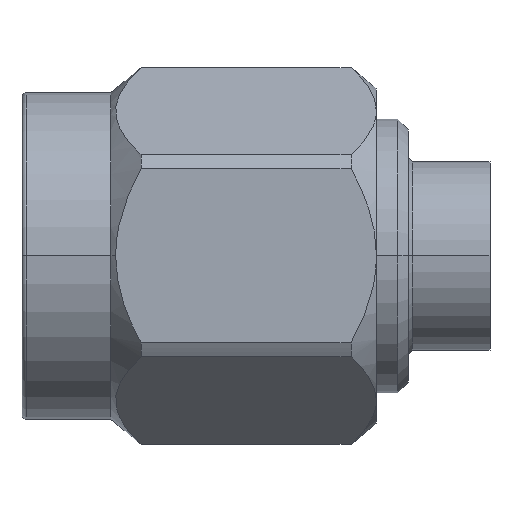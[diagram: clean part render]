
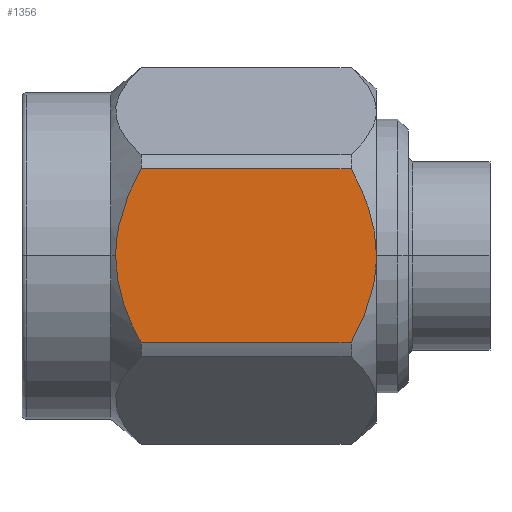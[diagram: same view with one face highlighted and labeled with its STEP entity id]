
A CAD part, top view. The second image highlights one B-rep face of the part: STEP entity #1356.
In plain terms, the highlighted planar face has unit normal (0, 0, 1).
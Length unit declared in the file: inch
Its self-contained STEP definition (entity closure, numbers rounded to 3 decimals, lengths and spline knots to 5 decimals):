
#22 = CARTESIAN_POINT ( 'NONE',  ( 0.11218, 0.08208, 0.15748 ) ) ;
#87 = CARTESIAN_POINT ( 'NONE',  ( 0.09923, 0.05631, 0.15748 ) ) ;
#201 = CARTESIAN_POINT ( 'NONE',  ( 0.33109, 0.02866, 0.15748 ) ) ;
#249 = EDGE_CURVE ( 'NONE', #1110, #2328, #2677, .T. ) ;
#294 = FACE_OUTER_BOUND ( 'NONE', #4748, .T. ) ;
#400 = LINE ( 'NONE', #3832, #3385 ) ;
#473 = CARTESIAN_POINT ( 'NONE',  ( 0.08822, 0.00719, 0.15748 ) ) ;
#575 = ORIENTED_EDGE ( 'NONE', *, *, #2445, .T. ) ;
#586 = CARTESIAN_POINT ( 'NONE',  ( 0.31665, -0.06949, 0.15748 ) ) ;
#591 = EDGE_CURVE ( 'NONE', #2575, #2053, #4173, .T. ) ;
#960 = CARTESIAN_POINT ( 'NONE',  ( 0.33399, 0., 0.15748 ) ) ;
#1011 = CARTESIAN_POINT ( 'NONE',  ( 0.10519, -0.06939, 0.15748 ) ) ;
#1110 = VERTEX_POINT ( 'NONE', #22 ) ;
#1174 = CARTESIAN_POINT ( 'NONE',  ( 0.08881, 0.01445, 0.15748 ) ) ;
#1325 = CARTESIAN_POINT ( 'NONE',  ( 0.09281, -0.03569, 0.15748 ) ) ;
#1329 = EDGE_CURVE ( 'NONE', #2053, #3325, #3809, .T. ) ;
#1356 = ADVANCED_FACE ( 'NONE', ( #294 ), #2120, .T. ) ;
#1395 = DIRECTION ( 'NONE',  ( 0., -1., 0. ) ) ;
#1423 = CARTESIAN_POINT ( 'NONE',  ( 0.31348, 0.0758, 0.15748 ) ) ;
#1487 = B_SPLINE_CURVE_WITH_KNOTS ( 'NONE', 3,
 ( #3586, #4669, #3599, #1770, #1325, #3916, #1011, #3970 ),
 .UNSPECIFIED., .F., .F.,
 ( 4, 2, 2, 4 ),
 ( 0.00218, 0.00272, 0.00327, 0.00435 ),
 .UNSPECIFIED. ) ;
#1507 = CARTESIAN_POINT ( 'NONE',  ( 0.11218, 0.08208, 0.15748 ) ) ;
#1522 = CARTESIAN_POINT ( 'NONE',  ( 0.11218, -0.08208, 0.15748 ) ) ;
#1667 = CARTESIAN_POINT ( 'NONE',  ( 0.32512, 0.04942, 0.15748 ) ) ;
#1770 = CARTESIAN_POINT ( 'NONE',  ( 0.0911, -0.02858, 0.15748 ) ) ;
#1791 = ORIENTED_EDGE ( 'NONE', *, *, #249, .T. ) ;
#1906 = CARTESIAN_POINT ( 'NONE',  ( 0.09114, 0.02882, 0.15748 ) ) ;
#1920 = B_SPLINE_CURVE_WITH_KNOTS ( 'NONE', 3,
 ( #3875, #3569, #4305, #201, #4667, #1667, #4696, #3247, #1423, #3660 ),
 .UNSPECIFIED., .F., .F.,
 ( 4, 2, 2, 2, 4 ),
 ( 0.01213, 0.01267, 0.01321, 0.01375, 0.01429 ),
 .UNSPECIFIED. ) ;
#1975 = AXIS2_PLACEMENT_3D ( 'NONE', #2785, #3603, #1395 ) ;
#2035 = CARTESIAN_POINT ( 'NONE',  ( 0.31003, -0.08208, 0.15748 ) ) ;
#2053 = VERTEX_POINT ( 'NONE', #4424 ) ;
#2066 = ORIENTED_EDGE ( 'NONE', *, *, #4707, .T. ) ;
#2091 = ORIENTED_EDGE ( 'NONE', *, *, #591, .T. ) ;
#2120 = PLANE ( 'NONE',  #1975 ) ;
#2197 = VECTOR ( 'NONE', #2849, 39.37008 ) ;
#2250 = CARTESIAN_POINT ( 'NONE',  ( 0.09285, 0.03581, 0.15748 ) ) ;
#2271 = CARTESIAN_POINT ( 'NONE',  ( 0.10518, 0.06938, 0.15748 ) ) ;
#2328 = VERTEX_POINT ( 'NONE', #4236 ) ;
#2352 = CARTESIAN_POINT ( 'NONE',  ( 0.32507, -0.04957, 0.15748 ) ) ;
#2357 = EDGE_CURVE ( 'NONE', #3389, #1110, #400, .T. ) ;
#2445 = EDGE_CURVE ( 'NONE', #2328, #2575, #1487, .T. ) ;
#2539 = CARTESIAN_POINT ( 'NONE',  ( 0., -0.08208, 0.15748 ) ) ;
#2575 = VERTEX_POINT ( 'NONE', #1522 ) ;
#2677 = B_SPLINE_CURVE_WITH_KNOTS ( 'NONE', 3,
 ( #1507, #2271, #87, #2250, #1906, #1174, #473, #4108 ),
 .UNSPECIFIED., .F., .F.,
 ( 4, 2, 2, 4 ),
 ( 0., 0.00109, 0.00164, 0.00218 ),
 .UNSPECIFIED. ) ;
#2771 = CARTESIAN_POINT ( 'NONE',  ( 0.32246, -0.05638, 0.15748 ) ) ;
#2785 = CARTESIAN_POINT ( 'NONE',  ( -0.05971, 0.09092, 0.15748 ) ) ;
#2849 = DIRECTION ( 'NONE',  ( 1., 0., 0. ) ) ;
#3147 = CARTESIAN_POINT ( 'NONE',  ( 0.33399, -0.01458, 0.15748 ) ) ;
#3247 = CARTESIAN_POINT ( 'NONE',  ( 0.3167, 0.0694, 0.15748 ) ) ;
#3249 = ORIENTED_EDGE ( 'NONE', *, *, #2357, .T. ) ;
#3325 = VERTEX_POINT ( 'NONE', #3764 ) ;
#3385 = VECTOR ( 'NONE', #4569, 39.37008 ) ;
#3389 = VERTEX_POINT ( 'NONE', #4166 ) ;
#3569 = CARTESIAN_POINT ( 'NONE',  ( 0.33399, 0.00725, 0.15748 ) ) ;
#3586 = CARTESIAN_POINT ( 'NONE',  ( 0.08822, 0., 0.15748 ) ) ;
#3599 = CARTESIAN_POINT ( 'NONE',  ( 0.0888, -0.01432, 0.15748 ) ) ;
#3603 = DIRECTION ( 'NONE',  ( 0., 0., 1. ) ) ;
#3660 = CARTESIAN_POINT ( 'NONE',  ( 0.31003, 0.08208, 0.15748 ) ) ;
#3764 = CARTESIAN_POINT ( 'NONE',  ( 0.33399, 0., 0.15748 ) ) ;
#3809 = B_SPLINE_CURVE_WITH_KNOTS ( 'NONE', 3,
 ( #2035, #4283, #586, #2771, #2352, #4222, #3147, #960 ),
 .UNSPECIFIED., .F., .F.,
 ( 4, 2, 2, 4 ),
 ( 0.00996, 0.0105, 0.01104, 0.01213 ),
 .UNSPECIFIED. ) ;
#3832 = CARTESIAN_POINT ( 'NONE',  ( 0., 0.08208, 0.15748 ) ) ;
#3875 = CARTESIAN_POINT ( 'NONE',  ( 0.33399, 0., 0.15748 ) ) ;
#3916 = CARTESIAN_POINT ( 'NONE',  ( 0.09922, -0.0563, 0.15748 ) ) ;
#3970 = CARTESIAN_POINT ( 'NONE',  ( 0.11218, -0.08208, 0.15748 ) ) ;
#3989 = ORIENTED_EDGE ( 'NONE', *, *, #1329, .T. ) ;
#4108 = CARTESIAN_POINT ( 'NONE',  ( 0.08822, 0., 0.15748 ) ) ;
#4166 = CARTESIAN_POINT ( 'NONE',  ( 0.31003, 0.08208, 0.15748 ) ) ;
#4173 = LINE ( 'NONE', #2539, #2197 ) ;
#4222 = CARTESIAN_POINT ( 'NONE',  ( 0.33155, -0.02876, 0.15748 ) ) ;
#4236 = CARTESIAN_POINT ( 'NONE',  ( 0.08822, 0., 0.15748 ) ) ;
#4283 = CARTESIAN_POINT ( 'NONE',  ( 0.31345, -0.07586, 0.15748 ) ) ;
#4305 = CARTESIAN_POINT ( 'NONE',  ( 0.33338, 0.01449, 0.15748 ) ) ;
#4424 = CARTESIAN_POINT ( 'NONE',  ( 0.31003, -0.08208, 0.15748 ) ) ;
#4569 = DIRECTION ( 'NONE',  ( -1., 0., 0. ) ) ;
#4667 = CARTESIAN_POINT ( 'NONE',  ( 0.3294, 0.03564, 0.15748 ) ) ;
#4669 = CARTESIAN_POINT ( 'NONE',  ( 0.08822, -0.00717, 0.15748 ) ) ;
#4696 = CARTESIAN_POINT ( 'NONE',  ( 0.32252, 0.05623, 0.15748 ) ) ;
#4707 = EDGE_CURVE ( 'NONE', #3325, #3389, #1920, .T. ) ;
#4748 = EDGE_LOOP ( 'NONE', ( #2091, #3989, #2066, #3249, #1791, #575 ) ) ;
